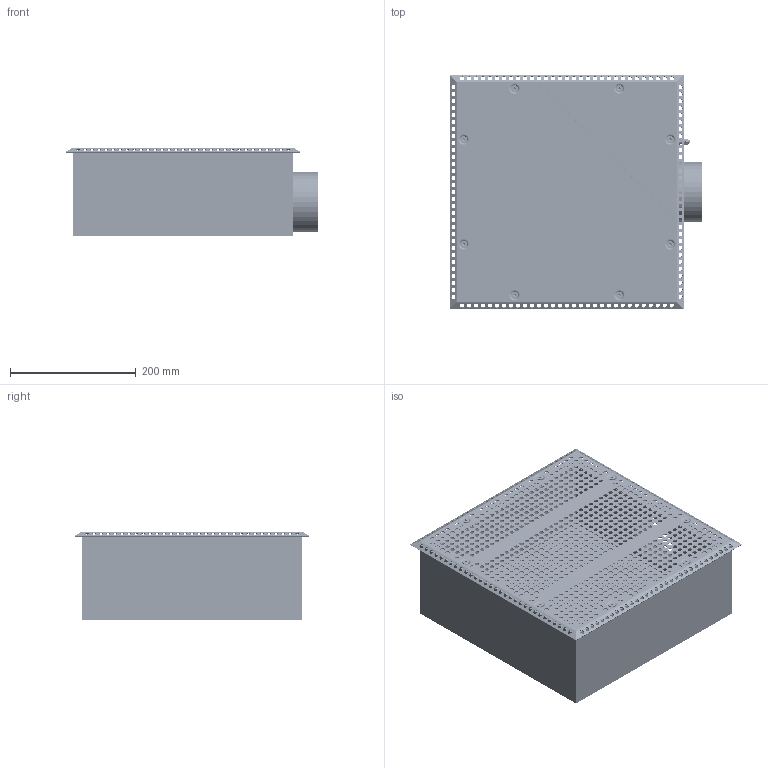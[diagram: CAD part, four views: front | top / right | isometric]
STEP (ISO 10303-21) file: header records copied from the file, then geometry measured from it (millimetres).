
FILE_DESCRIPTION(('STEP AP214'), '1');
FILE_NAME('Ð04-11 Äîííûé ñëèâ êâàäðàò 350õ350õ150 3'' ïëèòêà', '2024-12-06T08:57:22', ('Runwill'), (''), 'C3D Converter', 'C3D Toolkit', '');
FILE_SCHEMA(('AUTOMOTIVE_DESIGN { 1 0 10303 214 3 1 1}'));
Length unit declared in the file: millimetre
Assembly tree (22 placements, depth 4):
  (unnamed)
    (unnamed)
      (unnamed)
        (unnamed)
        (unnamed)  x2
      (unnamed)  x8
    (unnamed)
    (unnamed)  x8
Bounding box: 401.33 x 372.65 x 140.85 mm (x, y, z)
Volume: 667592.8 mm3; surface area: 946665.1 mm2
Topology: 22 solids, 22 shells, 1261 faces, 3506 edges, 2300 vertices
Faces by surface type: cylinder 991, plane 169, cone 64, torus 33, bspline 4
Full cylindrical faces by diameter (mm): 4.917 x10, 6 x9, 7 x921, 7.5 x8, 10 x9, 11.34 x8, 95.5 x1
Entity records: 45626 total; most frequent: CARTESIAN_POINT 14316, DIRECTION 6307, ORIENTED_EDGE 4390, EDGE_LOOP 3978, AXIS2_PLACEMENT_3D 3077, EDGE_CURVE 2195, VERTEX_POINT 2091, FACE_BOUND 2028
